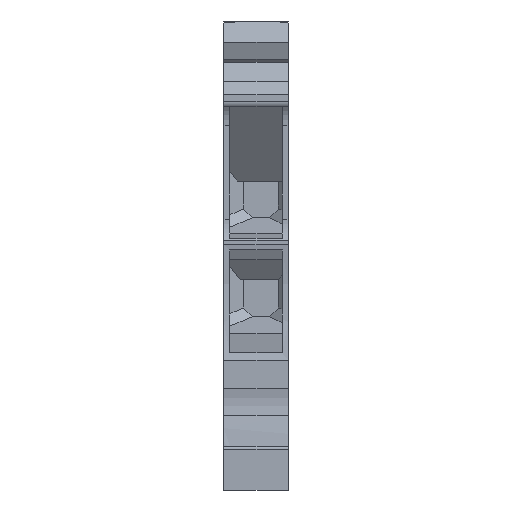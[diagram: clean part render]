
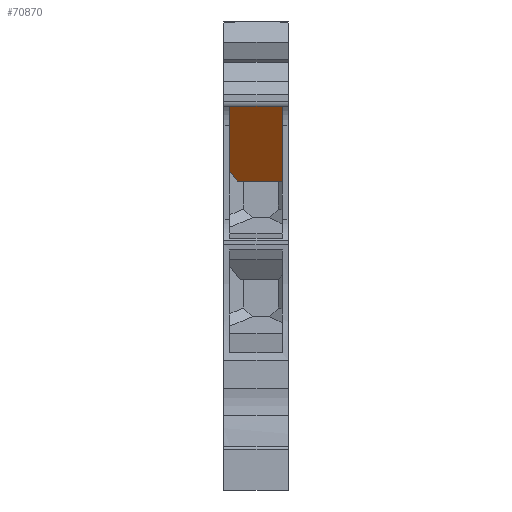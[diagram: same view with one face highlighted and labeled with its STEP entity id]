
A CAD part, front view. The second image highlights one B-rep face of the part: STEP entity #70870.
In plain terms, the highlighted face is planar.
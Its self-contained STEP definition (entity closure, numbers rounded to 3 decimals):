
#24890=CARTESIAN_POINT('',(-35.348,41.864,
-8.15));
#24900=VERTEX_POINT('',#24890);
#24930=CARTESIAN_POINT('',(-9.439,8.379,
-8.15));
#24940=DIRECTION('',(0.612,-0.791,
0.));
#24950=VECTOR('',#24940,1.);
#24960=LINE('',#24930,#24950);
#24970=CARTESIAN_POINT('',(-35.336,41.848,
-8.15));
#24980=VERTEX_POINT('',#24970);
#24990=EDGE_CURVE('',#24900,#24980,#24960,.T.);
#27350=CARTESIAN_POINT('',(-35.336,41.848,
-8.912));
#27360=DIRECTION('',(0.,0.,1.));
#27370=VECTOR('',#27360,1.);
#27380=LINE('',#27350,#27370);
#27390=CARTESIAN_POINT('',(-35.336,41.848,
-7.4));
#27400=VERTEX_POINT('',#27390);
#27410=EDGE_CURVE('',#24980,#27400,#27380,.T.);
#68570=CARTESIAN_POINT('',(-35.348,41.864,
-1.146));
#68580=DIRECTION('',(0.,0.,1.));
#68590=VECTOR('',#68580,1.);
#68600=LINE('',#68570,#68590);
#68610=CARTESIAN_POINT('',(-35.348,41.864,
0.));
#68620=VERTEX_POINT('',#68610);
#68630=EDGE_CURVE('',#24900,#68620,#68600,.T.);
#68940=CARTESIAN_POINT('',(-28.95,33.595,
-7.4));
#68950=VERTEX_POINT('',#68940);
#68980=CARTESIAN_POINT('',(-9.439,8.379,
12.111));
#68990=DIRECTION('',(0.522,-0.675,
0.522));
#69000=VECTOR('',#68990,1.);
#69010=LINE('',#68980,#69000);
#69020=CARTESIAN_POINT('',(-28.,32.367,
-6.45));
#69030=VERTEX_POINT('',#69020);
#69040=EDGE_CURVE('',#68950,#69030,#69010,.T.);
#70320=CARTESIAN_POINT('',(-38.893,46.444,
-8.912));
#70330=DIRECTION('',(0.791,0.612,
0.));
#70340=DIRECTION('',(0.612,-0.791,
0.));
#70350=AXIS2_PLACEMENT_3D('',#70320,#70330,#70340);
#70360=PLANE('',#70350);
#70370=CARTESIAN_POINT('',(-28.,32.367,
-4.075));
#70380=DIRECTION('',(0.,0.,1.));
#70390=VECTOR('',#70380,1.);
#70400=LINE('',#70370,#70390);
#70410=CARTESIAN_POINT('',(-28.,32.367,
-0.85));
#70420=VERTEX_POINT('',#70410);
#70430=EDGE_CURVE('',#69030,#70420,#70400,.T.);
#70440=ORIENTED_EDGE('',*,*,#70430,.T.);
#70450=ORIENTED_EDGE('',*,*,#69040,.T.);
#70460=CARTESIAN_POINT('',(-9.439,8.379,
-7.4));
#70470=DIRECTION('',(0.612,-0.791,
0.));
#70480=VECTOR('',#70470,1.);
#70490=LINE('',#70460,#70480);
#70500=EDGE_CURVE('',#27400,#68950,#70490,.T.);
#70510=ORIENTED_EDGE('',*,*,#70500,.T.);
#70520=ORIENTED_EDGE('',*,*,#27410,.T.);
#70530=ORIENTED_EDGE('',*,*,#24990,.T.);
#70540=ORIENTED_EDGE('',*,*,#68630,.F.);
#70550=CARTESIAN_POINT('',(-9.439,8.379,
0.));
#70560=DIRECTION('',(-0.612,0.791,
0.));
#70570=VECTOR('',#70560,1.);
#70580=LINE('',#70550,#70570);
#70590=CARTESIAN_POINT('',(-35.336,41.848,
0.));
#70600=VERTEX_POINT('',#70590);
#70610=EDGE_CURVE('',#70600,#68620,#70580,.T.);
#70620=ORIENTED_EDGE('',*,*,#70610,.T.);
#70630=CARTESIAN_POINT('',(-35.336,41.848,
-1.146));
#70640=DIRECTION('',(0.,0.,1.));
#70650=VECTOR('',#70640,1.);
#70660=LINE('',#70630,#70650);
#70670=CARTESIAN_POINT('',(-35.336,41.848,
-0.75));
#70680=VERTEX_POINT('',#70670);
#70690=EDGE_CURVE('',#70680,#70600,#70660,.T.);
#70700=ORIENTED_EDGE('',*,*,#70690,.T.);
#70710=CARTESIAN_POINT('',(-0.231,-3.521,
-0.75));
#70720=DIRECTION('',(-0.612,0.791,
0.));
#70730=VECTOR('',#70720,1.);
#70740=LINE('',#70710,#70730);
#70750=CARTESIAN_POINT('',(-28.1,32.496,
-0.75));
#70760=VERTEX_POINT('',#70750);
#70770=EDGE_CURVE('',#70760,#70680,#70740,.T.);
#70780=ORIENTED_EDGE('',*,*,#70770,.T.);
#70790=CARTESIAN_POINT('',(-0.231,-3.521,
-28.619));
#70800=DIRECTION('',(0.522,-0.675,
-0.522));
#70810=VECTOR('',#70800,1.);
#70820=LINE('',#70790,#70810);
#70830=EDGE_CURVE('',#70760,#70420,#70820,.T.);
#70840=ORIENTED_EDGE('',*,*,#70830,.F.);
#70850=EDGE_LOOP('',(#70840,#70780,#70700,#70620,#70540,#70530,#70520,
#70510,#70450,#70440));
#70860=FACE_OUTER_BOUND('',#70850,.T.);
#70870=ADVANCED_FACE('',(#70860),#70360,.F.);
